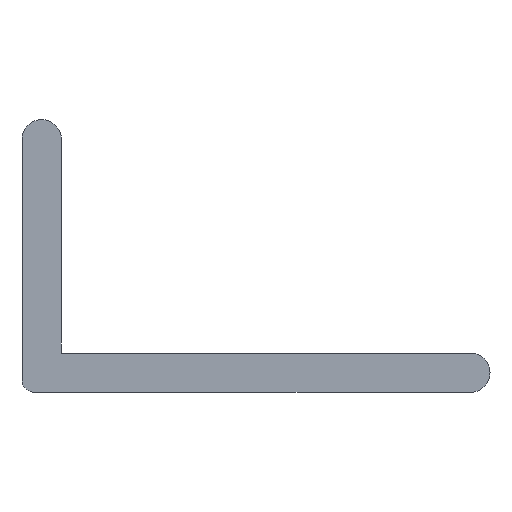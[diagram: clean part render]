
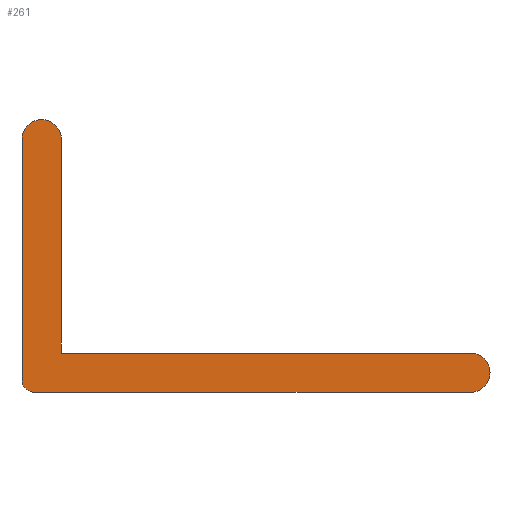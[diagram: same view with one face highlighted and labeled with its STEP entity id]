
A CAD part, front view. The second image highlights one B-rep face of the part: STEP entity #261.
In plain terms, the highlighted planar face has unit normal (0, -1, 0).
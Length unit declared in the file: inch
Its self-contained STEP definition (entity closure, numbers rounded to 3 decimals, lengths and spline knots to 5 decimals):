
#24=CARTESIAN_POINT('',(0.063,-2.78575,-0.17125));
#25=VERTEX_POINT('',#24);
#26=CARTESIAN_POINT('',(0.7185,-2.78575,-0.17125));
#27=VERTEX_POINT('',#26);
#28=CARTESIAN_POINT('',(0.063,-2.78575,-0.17125));
#29=DIRECTION('',(1.,0.,0.));
#30=VECTOR('',#29,1.);
#31=LINE('',#28,#30);
#32=EDGE_CURVE('',#25,#27,#31,.T.);
#64=CARTESIAN_POINT('',(0.7185,-2.78575,-0.23425));
#65=VERTEX_POINT('',#64);
#66=CARTESIAN_POINT('',(0.7185,-2.78575,-0.20275));
#67=DIRECTION('',(0.,1.,0.));
#68=DIRECTION('',(1.,0.,0.));
#69=AXIS2_PLACEMENT_3D('',#66,#67,#68);
#70=CIRCLE('',#69,0.0315);
#71=EDGE_CURVE('',#27,#65,#70,.T.);
#97=CARTESIAN_POINT('',(0.02,-2.78575,-0.23425));
#98=VERTEX_POINT('',#97);
#99=CARTESIAN_POINT('',(0.02,-2.78575,-0.23425));
#100=DIRECTION('',(-1.,0.,0.));
#101=VECTOR('',#100,1.);
#102=LINE('',#99,#101);
#103=EDGE_CURVE('',#65,#98,#102,.T.);
#128=CARTESIAN_POINT('',(0.,-2.78575,-0.21425));
#129=VERTEX_POINT('',#128);
#130=CARTESIAN_POINT('',(0.02,-2.78575,-0.21425));
#131=DIRECTION('',(0.,1.,0.));
#132=DIRECTION('',(0.,0.,-1.));
#133=AXIS2_PLACEMENT_3D('',#130,#131,#132);
#134=CIRCLE('',#133,0.02);
#135=EDGE_CURVE('',#98,#129,#134,.T.);
#161=CARTESIAN_POINT('',(0.,-2.78575,0.17125));
#162=VERTEX_POINT('',#161);
#163=CARTESIAN_POINT('',(0.,-2.78575,0.17125));
#164=DIRECTION('',(0.,0.,1.));
#165=VECTOR('',#164,1.);
#166=LINE('',#163,#165);
#167=EDGE_CURVE('',#129,#162,#166,.T.);
#192=CARTESIAN_POINT('',(0.063,-2.78575,0.17125));
#193=VERTEX_POINT('',#192);
#194=CARTESIAN_POINT('',(0.0315,-2.78575,0.17125));
#195=DIRECTION('',(0.,1.,0.));
#196=DIRECTION('',(1.,0.,0.));
#197=AXIS2_PLACEMENT_3D('',#194,#195,#196);
#198=CIRCLE('',#197,0.0315);
#199=EDGE_CURVE('',#162,#193,#198,.T.);
#225=CARTESIAN_POINT('',(0.063,-2.78575,0.17125));
#226=DIRECTION('',(0.,0.,-1.));
#227=VECTOR('',#226,1.);
#228=LINE('',#225,#227);
#229=EDGE_CURVE('',#193,#25,#228,.T.);
#247=ORIENTED_EDGE('',*,*,#32,.F.);
#248=ORIENTED_EDGE('',*,*,#229,.F.);
#249=ORIENTED_EDGE('',*,*,#199,.F.);
#250=ORIENTED_EDGE('',*,*,#167,.F.);
#251=ORIENTED_EDGE('',*,*,#135,.F.);
#252=ORIENTED_EDGE('',*,*,#103,.F.);
#253=ORIENTED_EDGE('',*,*,#71,.F.);
#254=EDGE_LOOP('',(#247,#248,#249,#250,#251,#252,#253));
#255=FACE_OUTER_BOUND('',#254,.T.);
#256=CARTESIAN_POINT('',(0.063,-2.78575,0.06428));
#257=DIRECTION('',(0.,-1.,0.));
#258=DIRECTION('',(1.,0.,0.));
#259=AXIS2_PLACEMENT_3D('',#256,#257,#258);
#260=PLANE('',#259);
#261=ADVANCED_FACE('',(#255),#260,.T.);
